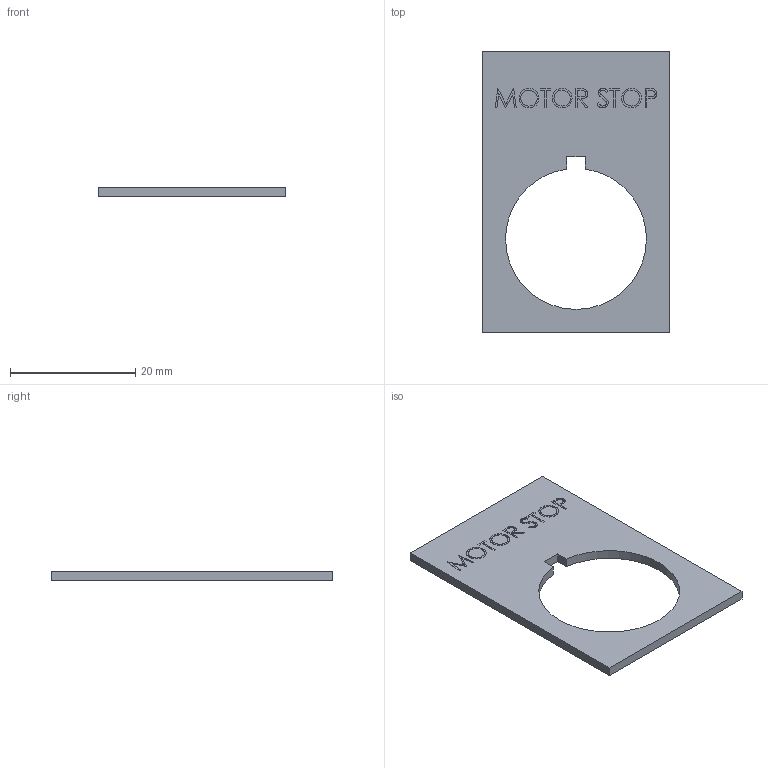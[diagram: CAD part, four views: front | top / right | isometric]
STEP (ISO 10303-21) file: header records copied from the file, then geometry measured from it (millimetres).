
FILE_DESCRIPTION (( 'STEP AP214' ), '1' );
FILE_NAME ('ECX1670-B23.step', '2018-10-09T16:59:51', ( '' ), ( '' ), 'SwSTEP 2.0', 'SolidWorks 2017', '' );
FILE_SCHEMA (( 'AUTOMOTIVE_DESIGN' ));
Length unit declared in the file: inch
Products named in the file (1): ECX1670-B23
Bounding box: 30 x 45 x 1.5 mm (x, y, z)
Volume: 1419.6 mm3; surface area: 2233.7 mm2
Topology: 1 solids, 1 shells, 126 faces, 330 edges, 220 vertices
Faces by surface type: plane 73, bspline 50, cylinder 3
Entity records: 8497 total; most frequent: CARTESIAN_POINT 4263, ORIENTED_EDGE 660, DIRECTION 390, EDGE_CURVE 330, VECTOR 224, LINE 224, VERTEX_POINT 220, EDGE_LOOP 142
